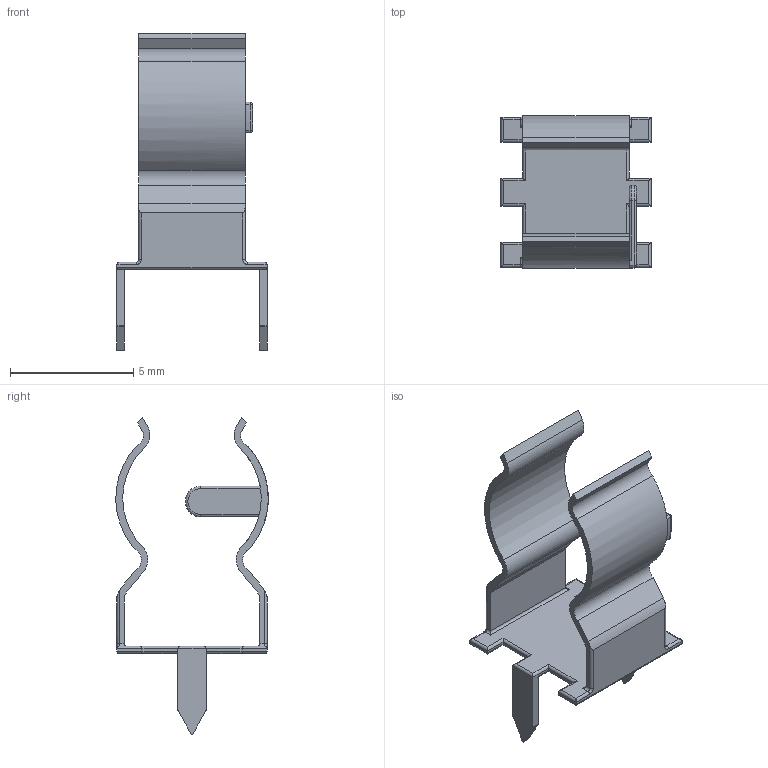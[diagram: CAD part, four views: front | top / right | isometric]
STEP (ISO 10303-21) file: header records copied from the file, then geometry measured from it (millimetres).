
FILE_DESCRIPTION (( 'STEP AP214' ), '1' );
FILE_NAME ('SW3dPS-Fuse Leg_2009.STEP', '2009-06-29T11:10:30', ( 'SysAdmin' ), ( 'SolidWorks' ), 'SwSTEP 2.0', 'SolidWorks 2009', '' );
FILE_SCHEMA (( 'AUTOMOTIVE_DESIGN' ));
Length unit declared in the file: millimetre
Products named in the file (1): SW3dPS-Fuse Leg_2009
Bounding box: 6.1 x 6.19 x 12.9 mm (x, y, z)
Volume: 37.3 mm3; surface area: 283 mm2
Topology: 1 solids, 1 shells, 139 faces, 353 edges, 216 vertices
Faces by surface type: cylinder 82, plane 48, torus 7, sphere 2
Entity records: 5729 total; most frequent: CARTESIAN_POINT 895, ORIENTED_EDGE 706, DIRECTION 676, EDGE_CURVE 353, AXIS2_PLACEMENT_3D 229, VECTOR 218, LINE 218, VERTEX_POINT 216
